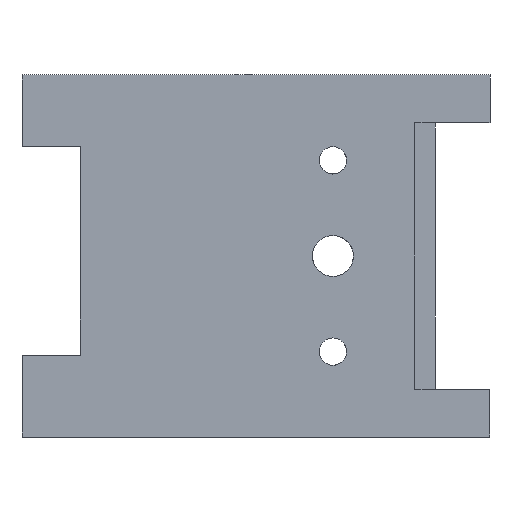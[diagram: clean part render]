
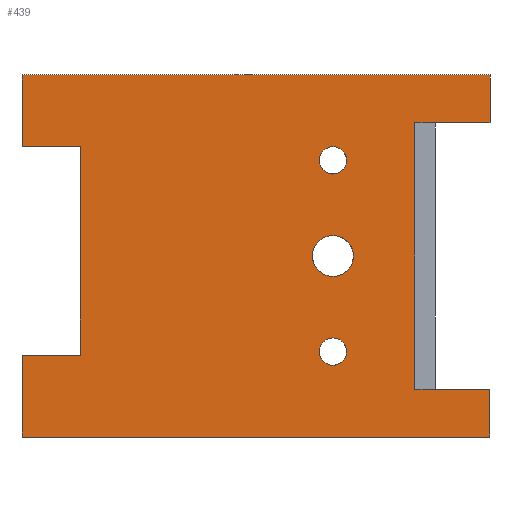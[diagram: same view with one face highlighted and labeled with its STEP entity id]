
A CAD part, left-side view. The second image highlights one B-rep face of the part: STEP entity #439.
In plain terms, the highlighted planar face has unit normal (-1, 0, 0).
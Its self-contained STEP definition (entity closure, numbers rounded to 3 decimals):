
#18=FACE_BOUND('',#75,.T.);
#19=FACE_BOUND('',#76,.T.);
#20=FACE_BOUND('',#77,.T.);
#23=CIRCLE('',#463,3.);
#26=CIRCLE('',#467,2.);
#29=CIRCLE('',#471,2.);
#50=FACE_OUTER_BOUND('',#74,.T.);
#74=EDGE_LOOP('',(#375,#376,#377,#378,#379,#380,#381,#382,#383,#384,#385,
#386,#387,#388));
#75=EDGE_LOOP('',(#389));
#76=EDGE_LOOP('',(#390));
#77=EDGE_LOOP('',(#391));
#84=LINE('',#609,#135);
#87=LINE('',#615,#138);
#89=LINE('',#620,#140);
#104=LINE('',#668,#155);
#108=LINE('',#676,#159);
#111=LINE('',#684,#162);
#114=LINE('',#688,#165);
#122=LINE('',#704,#173);
#124=LINE('',#707,#175);
#125=LINE('',#709,#176);
#126=LINE('',#712,#177);
#128=LINE('',#715,#179);
#129=LINE('',#717,#180);
#130=LINE('',#718,#181);
#135=VECTOR('',#494,10.);
#138=VECTOR('',#499,10.);
#140=VECTOR('',#503,10.);
#155=VECTOR('',#546,10.);
#159=VECTOR('',#554,10.);
#162=VECTOR('',#559,10.);
#165=VECTOR('',#564,10.);
#173=VECTOR('',#576,10.);
#175=VECTOR('',#580,10.);
#176=VECTOR('',#583,10.);
#177=VECTOR('',#586,10.);
#179=VECTOR('',#590,10.);
#180=VECTOR('',#591,10.);
#181=VECTOR('',#592,10.);
#183=VERTEX_POINT('',#602);
#186=VERTEX_POINT('',#607);
#188=VERTEX_POINT('',#613);
#190=VERTEX_POINT('',#618);
#193=VERTEX_POINT('',#627);
#196=VERTEX_POINT('',#635);
#199=VERTEX_POINT('',#643);
#202=VERTEX_POINT('',#650);
#206=VERTEX_POINT('',#658);
#209=VERTEX_POINT('',#666);
#211=VERTEX_POINT('',#674);
#214=VERTEX_POINT('',#681);
#215=VERTEX_POINT('',#683);
#220=VERTEX_POINT('',#701);
#221=VERTEX_POINT('',#703);
#222=VERTEX_POINT('',#711);
#223=VERTEX_POINT('',#716);
#227=EDGE_CURVE('',#186,#183,#84,.T.);
#230=EDGE_CURVE('',#186,#188,#87,.T.);
#232=EDGE_CURVE('',#190,#188,#89,.T.);
#237=EDGE_CURVE('',#193,#193,#23,.T.);
#241=EDGE_CURVE('',#196,#196,#26,.T.);
#245=EDGE_CURVE('',#199,#199,#29,.T.);
#256=EDGE_CURVE('',#209,#202,#104,.T.);
#260=EDGE_CURVE('',#209,#211,#108,.T.);
#263=EDGE_CURVE('',#215,#214,#111,.T.);
#266=EDGE_CURVE('',#202,#214,#114,.T.);
#274=EDGE_CURVE('',#221,#220,#122,.T.);
#276=EDGE_CURVE('',#206,#221,#124,.T.);
#277=EDGE_CURVE('',#211,#206,#125,.T.);
#278=EDGE_CURVE('',#222,#183,#126,.T.);
#280=EDGE_CURVE('',#222,#220,#128,.T.);
#281=EDGE_CURVE('',#223,#190,#129,.T.);
#282=EDGE_CURVE('',#215,#223,#130,.T.);
#375=ORIENTED_EDGE('',*,*,#277,.T.);
#376=ORIENTED_EDGE('',*,*,#276,.T.);
#377=ORIENTED_EDGE('',*,*,#274,.T.);
#378=ORIENTED_EDGE('',*,*,#280,.F.);
#379=ORIENTED_EDGE('',*,*,#278,.T.);
#380=ORIENTED_EDGE('',*,*,#227,.F.);
#381=ORIENTED_EDGE('',*,*,#230,.T.);
#382=ORIENTED_EDGE('',*,*,#232,.F.);
#383=ORIENTED_EDGE('',*,*,#281,.F.);
#384=ORIENTED_EDGE('',*,*,#282,.F.);
#385=ORIENTED_EDGE('',*,*,#263,.T.);
#386=ORIENTED_EDGE('',*,*,#266,.F.);
#387=ORIENTED_EDGE('',*,*,#256,.F.);
#388=ORIENTED_EDGE('',*,*,#260,.T.);
#389=ORIENTED_EDGE('',*,*,#237,.T.);
#390=ORIENTED_EDGE('',*,*,#241,.T.);
#391=ORIENTED_EDGE('',*,*,#245,.T.);
#418=PLANE('',#483);
#439=ADVANCED_FACE('',(#50,#18,#19,#20),#418,.F.);
#463=AXIS2_PLACEMENT_3D('',#629,#512,#513);
#467=AXIS2_PLACEMENT_3D('',#637,#521,#522);
#471=AXIS2_PLACEMENT_3D('',#645,#530,#531);
#483=AXIS2_PLACEMENT_3D('',#714,#588,#589);
#494=DIRECTION('',(0.,1.,0.));
#499=DIRECTION('',(0.,0.,-1.));
#503=DIRECTION('',(0.,-1.,0.));
#512=DIRECTION('center_axis',(1.,0.,0.));
#513=DIRECTION('ref_axis',(0.,0.,
-1.));
#521=DIRECTION('center_axis',(1.,0.,0.));
#522=DIRECTION('ref_axis',(0.,0.,
-1.));
#530=DIRECTION('center_axis',(1.,0.,0.));
#531=DIRECTION('ref_axis',(0.,0.,
-1.));
#546=DIRECTION('',(0.,-1.,0.));
#554=DIRECTION('',(0.,0.,1.));
#559=DIRECTION('',(0.,0.,1.));
#564=DIRECTION('',(0.,-1.,0.));
#576=DIRECTION('',(0.,0.,1.));
#580=DIRECTION('',(0.,-1.,0.));
#583=DIRECTION('',(0.,-1.,0.));
#586=DIRECTION('',(0.,0.,-1.));
#588=DIRECTION('center_axis',(1.,0.,0.));
#589=DIRECTION('ref_axis',(0.,0.,-1.));
#590=DIRECTION('',(0.,-1.,0.));
#591=DIRECTION('',(0.,0.,1.));
#592=DIRECTION('',(0.,1.,0.));
#602=CARTESIAN_POINT('',(-0.5,-28.,-20.));
#607=CARTESIAN_POINT('',(-0.5,-36.5,-20.));
#609=CARTESIAN_POINT('',(-0.5,-55.,-20.));
#613=CARTESIAN_POINT('',(-0.5,-36.5,-50.5));
#615=CARTESIAN_POINT('',(-0.5,-36.5,-43.5));
#618=CARTESIAN_POINT('',(-0.5,-28.,-50.5));
#620=CARTESIAN_POINT('',(-0.5,-55.,-50.5));
#627=CARTESIAN_POINT('',(-0.5,-73.5,-33.));
#629=CARTESIAN_POINT('Origin',(-0.5,-73.5,-36.));
#635=CARTESIAN_POINT('',(-0.5,-73.5,-20.));
#637=CARTESIAN_POINT('Origin',(-0.5,-73.5,-22.));
#643=CARTESIAN_POINT('',(-0.5,-73.5,-48.));
#645=CARTESIAN_POINT('Origin',(-0.5,-73.5,-50.));
#650=CARTESIAN_POINT('',(-0.5,-88.5,-55.5));
#658=CARTESIAN_POINT('',(-0.5,-88.5,-16.5));
#666=CARTESIAN_POINT('',(-0.5,-85.5,-55.5));
#668=CARTESIAN_POINT('',(-0.5,-86.75,-55.5));
#674=CARTESIAN_POINT('',(-0.5,-85.5,-16.5));
#676=CARTESIAN_POINT('',(-0.5,-85.5,-36.));
#681=CARTESIAN_POINT('',(-0.5,-96.5,-55.5));
#683=CARTESIAN_POINT('',(-0.5,-96.5,-62.5));
#684=CARTESIAN_POINT('',(-0.5,-96.5,-47.25));
#688=CARTESIAN_POINT('',(-0.5,-86.75,-55.5));
#701=CARTESIAN_POINT('',(-0.5,-96.5,-9.5));
#703=CARTESIAN_POINT('',(-0.5,-96.5,-16.5));
#704=CARTESIAN_POINT('',(-0.5,-96.5,-24.75));
#707=CARTESIAN_POINT('',(-0.5,-81.,-16.5));
#709=CARTESIAN_POINT('',(-0.5,-81.,-16.5));
#711=CARTESIAN_POINT('',(-0.5,-28.,-9.5));
#712=CARTESIAN_POINT('',(-0.5,-28.,-18.));
#714=CARTESIAN_POINT('Origin',(-0.5,-74.5,-36.));
#715=CARTESIAN_POINT('',(-0.5,-82.,-9.5));
#716=CARTESIAN_POINT('',(-0.5,-28.,-62.5));
#717=CARTESIAN_POINT('',(-0.5,-28.,-54.));
#718=CARTESIAN_POINT('',(-0.5,-67.,-62.5));
